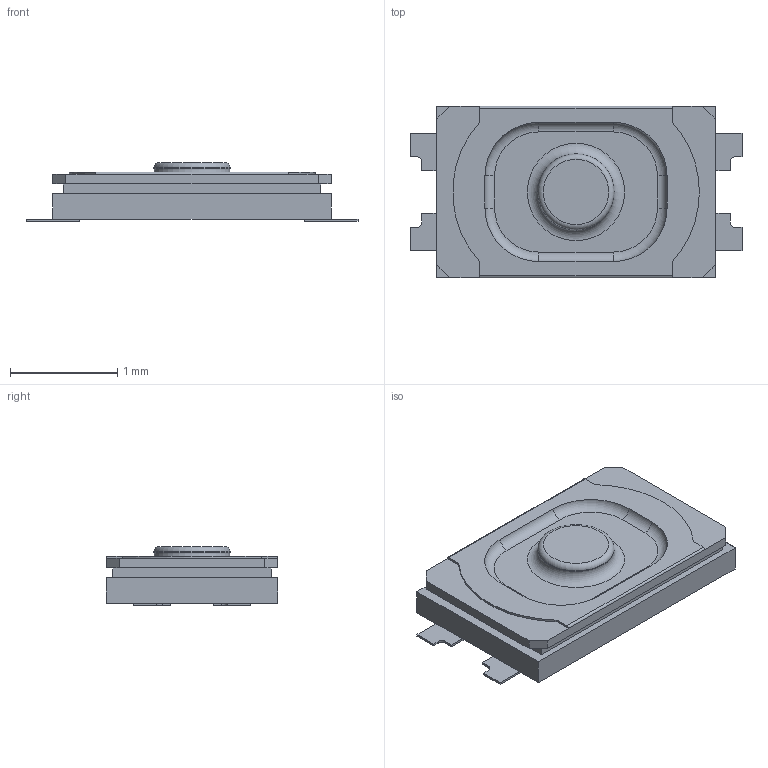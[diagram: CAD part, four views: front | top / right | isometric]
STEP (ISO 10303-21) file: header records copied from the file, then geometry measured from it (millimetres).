
FILE_DESCRIPTION(('HOOPS Exchange Step'),'2;1');
FILE_NAME('temp_export','2023-01-26T12:44:47+08:00',('30abd'),('Shapr3D Limited'),'HOOPS Exchange 2022.2','Shapr3D','Authorized');
FILE_SCHEMA( ('AUTOMOTIVE_DESIGN { 1 0 10303 214 1 1 1 1 }') );
Length unit declared in the file: millimetre
Products named in the file (1): root
Bounding box: 3.1 x 1.6 x 0.55 mm (x, y, z)
Volume: 1.7 mm3; surface area: 22 mm2
Topology: 6 solids, 6 shells, 81 faces, 194 edges, 128 vertices
Faces by surface type: plane 61, cylinder 13, torus 7
Entity records: 2391 total; most frequent: CARTESIAN_POINT 404, DIRECTION 401, ORIENTED_EDGE 388, EDGE_CURVE 194, VECTOR 151, LINE 151, VERTEX_POINT 128, AXIS2_PLACEMENT_3D 125
